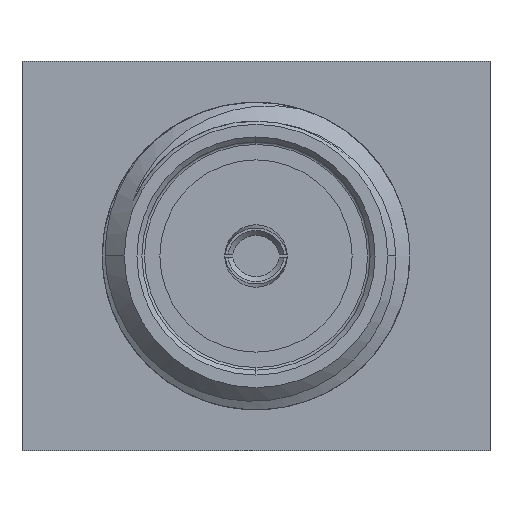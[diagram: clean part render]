
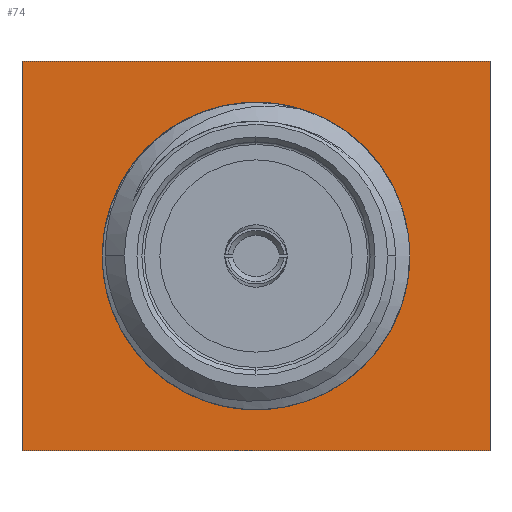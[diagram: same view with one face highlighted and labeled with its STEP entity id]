
A CAD part, left-side view. The second image highlights one B-rep face of the part: STEP entity #74.
In plain terms, the highlighted planar face has unit normal (-1, 0, 0).
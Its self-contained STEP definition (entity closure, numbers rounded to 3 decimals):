
#74=ADVANCED_FACE('',(#195,#196),#197,.F.);
#195=FACE_OUTER_BOUND('',#2285,.T.);
#196=FACE_BOUND('',#2286,.T.);
#197=PLANE('',#2287);
#2285=EDGE_LOOP('',(#2709,#2710,#2711,#2712));
#2286=EDGE_LOOP('',(#2713,#2714));
#2287=AXIS2_PLACEMENT_3D('',#2715,#2716,#2717);
#2709=ORIENTED_EDGE('',*,*,#3397,.T.);
#2710=ORIENTED_EDGE('',*,*,#3398,.F.);
#2711=ORIENTED_EDGE('',*,*,#3399,.T.);
#2712=ORIENTED_EDGE('',*,*,#3400,.F.);
#2713=ORIENTED_EDGE('',*,*,#3393,.T.);
#2714=ORIENTED_EDGE('',*,*,#3396,.T.);
#2715=CARTESIAN_POINT('',(7.874,0.0,0.0));
#2716=DIRECTION('',(1.0,0.0,0.0));
#2717=DIRECTION('',(0.0,1.0,0.0));
#3393=EDGE_CURVE('',#3927,#3928,#3929,.T.);
#3396=EDGE_CURVE('',#3928,#3927,#3932,.T.);
#3397=EDGE_CURVE('',#3933,#3934,#3935,.T.);
#3398=EDGE_CURVE('',#3936,#3934,#3937,.T.);
#3399=EDGE_CURVE('',#3936,#3938,#3939,.T.);
#3400=EDGE_CURVE('',#3933,#3938,#3940,.T.);
#3927=VERTEX_POINT('',#5951);
#3928=VERTEX_POINT('',#5952);
#3929=CIRCLE('',#5953,2.68);
#3932=CIRCLE('',#5958,2.68);
#3933=VERTEX_POINT('',#5959);
#3934=VERTEX_POINT('',#5960);
#3935=LINE('',#5961,#5962);
#3936=VERTEX_POINT('',#5963);
#3937=LINE('',#5964,#5965);
#3938=VERTEX_POINT('',#5966);
#3939=LINE('',#5967,#5968);
#3940=LINE('',#5969,#5970);
#5951=CARTESIAN_POINT('',(7.874,-2.68,0.0));
#5952=CARTESIAN_POINT('',(7.874,2.68,0.0));
#5953=AXIS2_PLACEMENT_3D('',#6570,#6571,#6572);
#5958=AXIS2_PLACEMENT_3D('',#6575,#6576,#6577);
#5959=CARTESIAN_POINT('',(7.874,-4.763,-3.962));
#5960=CARTESIAN_POINT('',(7.874,-4.763,3.962));
#5961=CARTESIAN_POINT('',(7.874,-4.763,-3.962));
#5962=VECTOR('',#6578,7.925);
#5963=CARTESIAN_POINT('',(7.874,4.763,3.962));
#5964=CARTESIAN_POINT('',(7.874,4.763,3.962));
#5965=VECTOR('',#6579,9.525);
#5966=CARTESIAN_POINT('',(7.874,4.763,-3.962));
#5967=CARTESIAN_POINT('',(7.874,4.763,3.962));
#5968=VECTOR('',#6580,7.925);
#5969=CARTESIAN_POINT('',(7.874,-4.763,-3.962));
#5970=VECTOR('',#6581,9.525);
#6570=CARTESIAN_POINT('',(7.874,0.0,0.0));
#6571=DIRECTION('',(1.0,0.0,0.0));
#6572=DIRECTION('',(0.0,-1.0,0.0));
#6575=CARTESIAN_POINT('',(7.874,0.0,0.0));
#6576=DIRECTION('',(1.0,0.0,0.0));
#6577=DIRECTION('',(0.0,1.0,0.0));
#6578=DIRECTION('',(0.0,0.0,1.0));
#6579=DIRECTION('',(0.0,-1.0,0.0));
#6580=DIRECTION('',(0.0,0.0,-1.0));
#6581=DIRECTION('',(0.0,1.0,0.0));
